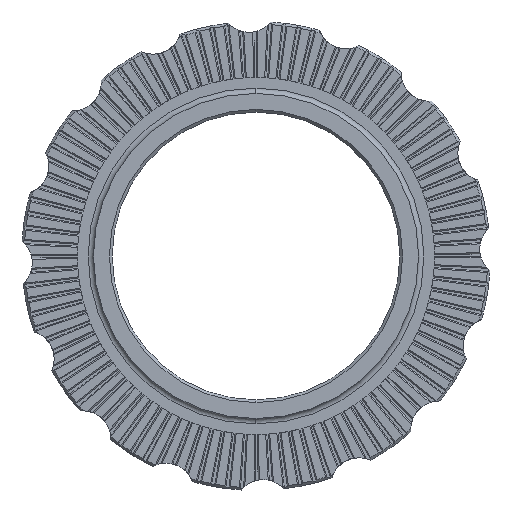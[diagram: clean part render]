
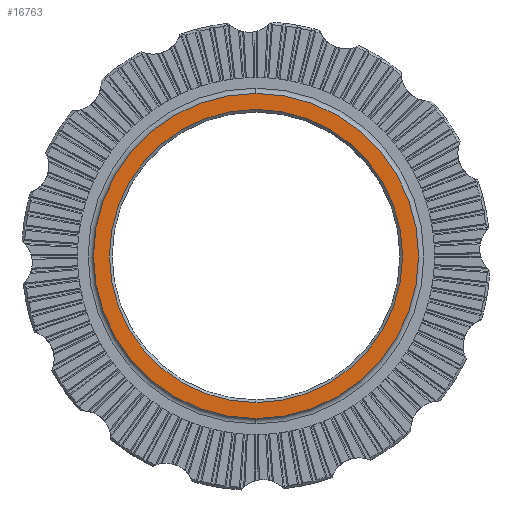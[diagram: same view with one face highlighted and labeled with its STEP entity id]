
A CAD part, front view. The second image highlights one B-rep face of the part: STEP entity #16763.
In plain terms, the highlighted planar face has unit normal (0, -1, 0).
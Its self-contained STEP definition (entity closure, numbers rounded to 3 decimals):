
#243 = EDGE_LOOP ( 'NONE', ( #23210, #8135 ) ) ;
#809 = PLANE ( 'NONE',  #19339 ) ;
#1334 = DIRECTION ( 'NONE',  ( 0., -1., 0. ) ) ;
#1342 = CARTESIAN_POINT ( 'NONE',  ( 0., -4., 0. ) ) ;
#2996 = EDGE_CURVE ( 'NONE', #13531, #28535, #9992, .T. ) ;
#3343 = EDGE_CURVE ( 'NONE', #28432, #18749, #27670, .T. ) ;
#3947 = AXIS2_PLACEMENT_3D ( 'NONE', #10516, #7491, #32328 ) ;
#5256 = AXIS2_PLACEMENT_3D ( 'NONE', #1342, #19801, #23004 ) ;
#5461 = EDGE_CURVE ( 'NONE', #18749, #28432, #30998, .T. ) ;
#6007 = FACE_OUTER_BOUND ( 'NONE', #31217, .T. ) ;
#6714 = DIRECTION ( 'NONE',  ( 0., 0., -1. ) ) ;
#7491 = DIRECTION ( 'NONE',  ( 0., -1., 0. ) ) ;
#8135 = ORIENTED_EDGE ( 'NONE', *, *, #3343, .T. ) ;
#9992 = CIRCLE ( 'NONE', #15133, 15.25 ) ;
#10516 = CARTESIAN_POINT ( 'NONE',  ( 0., -4., 0. ) ) ;
#13531 = VERTEX_POINT ( 'NONE', #14463 ) ;
#14034 = DIRECTION ( 'NONE',  ( 0., 1., 0. ) ) ;
#14271 = CARTESIAN_POINT ( 'NONE',  ( 0., -4., 0. ) ) ;
#14463 = CARTESIAN_POINT ( 'NONE',  ( 0., -4., -15.25 ) ) ;
#15133 = AXIS2_PLACEMENT_3D ( 'NONE', #19791, #1334, #6714 ) ;
#15490 = ORIENTED_EDGE ( 'NONE', *, *, #2996, .T. ) ;
#16763 = ADVANCED_FACE ( 'NONE', ( #6007, #33569 ), #809, .T. ) ;
#17130 = DIRECTION ( 'NONE',  ( 0., 0., -1. ) ) ;
#17471 = EDGE_CURVE ( 'NONE', #28535, #13531, #29090, .T. ) ;
#18749 = VERTEX_POINT ( 'NONE', #24509 ) ;
#19339 = AXIS2_PLACEMENT_3D ( 'NONE', #14271, #24609, #17130 ) ;
#19744 = CARTESIAN_POINT ( 'NONE',  ( 0., -4., 0. ) ) ;
#19791 = CARTESIAN_POINT ( 'NONE',  ( 0., -4., 0. ) ) ;
#19801 = DIRECTION ( 'NONE',  ( 0., 1., 0. ) ) ;
#20177 = ORIENTED_EDGE ( 'NONE', *, *, #17471, .T. ) ;
#21378 = AXIS2_PLACEMENT_3D ( 'NONE', #19744, #14034, #22414 ) ;
#22414 = DIRECTION ( 'NONE',  ( 0., 0., -1. ) ) ;
#23004 = DIRECTION ( 'NONE',  ( 0., 0., -1. ) ) ;
#23210 = ORIENTED_EDGE ( 'NONE', *, *, #5461, .T. ) ;
#24509 = CARTESIAN_POINT ( 'NONE',  ( 0., -4., -13.75 ) ) ;
#24609 = DIRECTION ( 'NONE',  ( 0., -1., 0. ) ) ;
#27167 = CARTESIAN_POINT ( 'NONE',  ( 0., -4., 13.75 ) ) ;
#27670 = CIRCLE ( 'NONE', #21378, 13.75 ) ;
#28061 = CARTESIAN_POINT ( 'NONE',  ( 0., -4., 15.25 ) ) ;
#28432 = VERTEX_POINT ( 'NONE', #27167 ) ;
#28535 = VERTEX_POINT ( 'NONE', #28061 ) ;
#29090 = CIRCLE ( 'NONE', #3947, 15.25 ) ;
#30998 = CIRCLE ( 'NONE', #5256, 13.75 ) ;
#31217 = EDGE_LOOP ( 'NONE', ( #20177, #15490 ) ) ;
#32328 = DIRECTION ( 'NONE',  ( 0., 0., -1. ) ) ;
#33569 = FACE_BOUND ( 'NONE', #243, .T. ) ;
